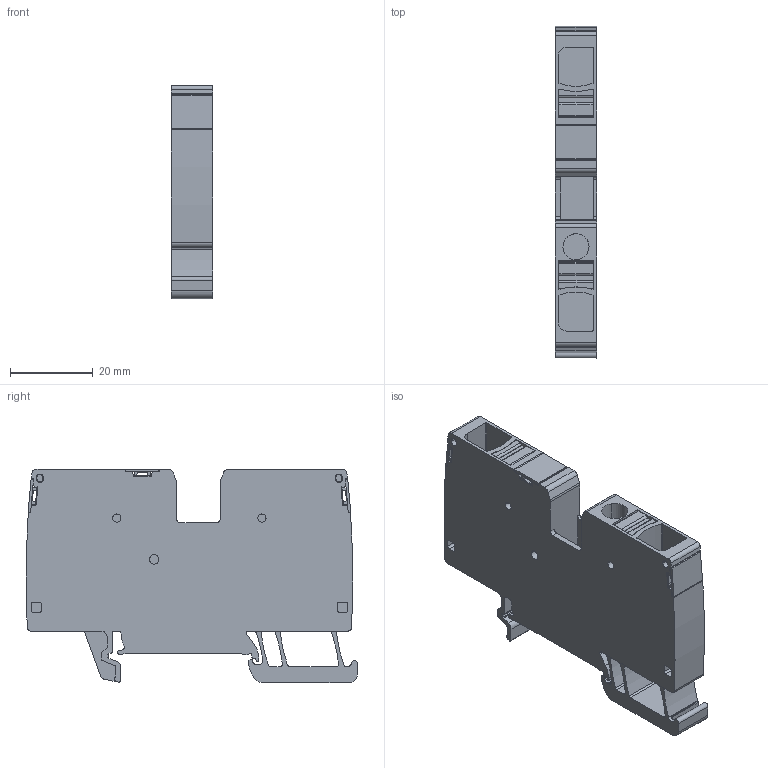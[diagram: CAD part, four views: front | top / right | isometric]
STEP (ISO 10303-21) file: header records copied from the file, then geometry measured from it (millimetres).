
FILE_DESCRIPTION(('CATIA V5R22 STEP214','CAx-IF Rec.Pracs.--- Model Styling and Organization---1.4--- 2014-01-23'),'2;1');
FILE_NAME ('1135618-1_1', '2019-07-04T05:10:09+00:00', ('Weidmueller Interface'), ('Weidmueller'), 'CATIA Version 5-6 Release 2016 SP3 HF44', 'CATIA V5 STEP AP214', 'none');
FILE_SCHEMA(('AUTOMOTIVE_DESIGN { 1 0 10303 214 1 1 1 1 }'));
Length unit declared in the file: millimetre
Products named in the file (1): 2674950000_A2C_10_DL_BL
Bounding box: 10 x 80.06 x 51.5 mm (x, y, z)
Volume: 28742.3 mm3; surface area: 14633 mm2
Topology: 6 solids, 6 shells, 611 faces, 1767 edges, 1180 vertices
Faces by surface type: plane 340, cylinder 251, cone 8, sphere 8, torus 4
Entity records: 19641 total; most frequent: CARTESIAN_POINT 4026, ORIENTED_EDGE 3518, DIRECTION 2670, EDGE_CURVE 1759, VECTOR 1209, LINE 1209, VERTEX_POINT 1180, AXIS2_PLACEMENT_3D 969
